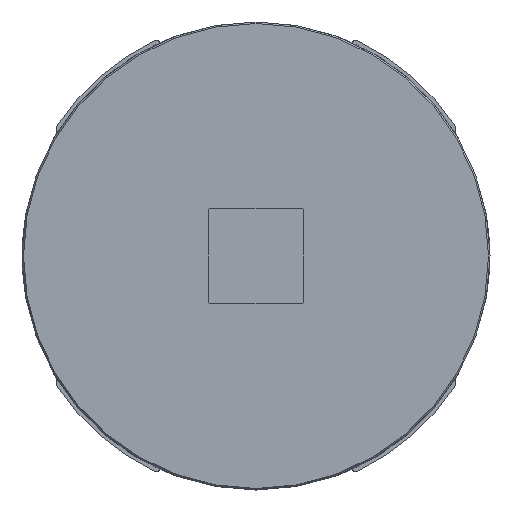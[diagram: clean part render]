
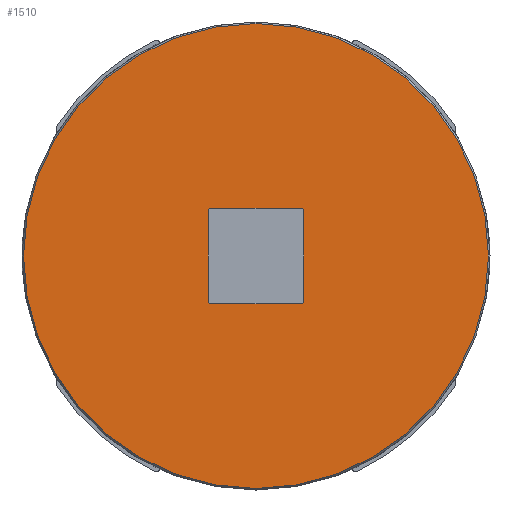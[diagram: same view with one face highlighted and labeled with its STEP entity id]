
A CAD part, front view. The second image highlights one B-rep face of the part: STEP entity #1510.
In plain terms, the highlighted planar face has unit normal (0, -1, 0).
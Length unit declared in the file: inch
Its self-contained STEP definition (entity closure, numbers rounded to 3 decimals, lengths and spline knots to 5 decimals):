
#17=FACE_BOUND('',#174,.T.);
#28=PLANE('',#1623);
#85=FACE_OUTER_BOUND('',#173,.T.);
#173=EDGE_LOOP('',(#1034,#1035));
#174=EDGE_LOOP('',(#1036,#1037,#1038,#1039,#1040,#1041,#1042,#1043));
#268=LINE('',#2319,#402);
#273=LINE('',#2335,#407);
#275=LINE('',#2345,#409);
#276=LINE('',#2349,#410);
#402=VECTOR('',#1812,0.115);
#407=VECTOR('',#1827,0.115);
#409=VECTOR('',#1837,0.115);
#410=VECTOR('',#1840,0.115);
#534=CIRCLE('',#1616,0.005);
#538=CIRCLE('',#1624,0.303);
#539=CIRCLE('',#1625,0.303);
#540=CIRCLE('',#1626,0.005);
#541=CIRCLE('',#1627,0.005);
#542=CIRCLE('',#1628,0.005);
#632=VERTEX_POINT('',#2310);
#633=VERTEX_POINT('',#2312);
#635=VERTEX_POINT('',#2318);
#641=VERTEX_POINT('',#2334);
#642=VERTEX_POINT('',#2338);
#643=VERTEX_POINT('',#2339);
#644=VERTEX_POINT('',#2342);
#645=VERTEX_POINT('',#2344);
#646=VERTEX_POINT('',#2346);
#647=VERTEX_POINT('',#2348);
#785=EDGE_CURVE('',#633,#632,#534,.T.);
#788=EDGE_CURVE('',#633,#635,#268,.T.);
#796=EDGE_CURVE('',#641,#632,#273,.T.);
#798=EDGE_CURVE('',#642,#643,#538,.T.);
#799=EDGE_CURVE('',#643,#642,#539,.T.);
#800=EDGE_CURVE('',#641,#644,#540,.T.);
#801=EDGE_CURVE('',#645,#644,#275,.T.);
#802=EDGE_CURVE('',#645,#646,#541,.T.);
#803=EDGE_CURVE('',#647,#646,#276,.T.);
#804=EDGE_CURVE('',#647,#635,#542,.T.);
#1034=ORIENTED_EDGE('',*,*,#798,.T.);
#1035=ORIENTED_EDGE('',*,*,#799,.T.);
#1036=ORIENTED_EDGE('',*,*,#796,.F.);
#1037=ORIENTED_EDGE('',*,*,#800,.T.);
#1038=ORIENTED_EDGE('',*,*,#801,.F.);
#1039=ORIENTED_EDGE('',*,*,#802,.T.);
#1040=ORIENTED_EDGE('',*,*,#803,.F.);
#1041=ORIENTED_EDGE('',*,*,#804,.T.);
#1042=ORIENTED_EDGE('',*,*,#788,.F.);
#1043=ORIENTED_EDGE('',*,*,#785,.T.);
#1510=ADVANCED_FACE('',(#85,#17),#28,.T.);
#1616=AXIS2_PLACEMENT_3D('',#2313,#1806,#1807);
#1623=AXIS2_PLACEMENT_3D('',#2337,#1829,#1830);
#1624=AXIS2_PLACEMENT_3D('',#2340,#1831,#1832);
#1625=AXIS2_PLACEMENT_3D('',#2341,#1833,#1834);
#1626=AXIS2_PLACEMENT_3D('',#2343,#1835,#1836);
#1627=AXIS2_PLACEMENT_3D('',#2347,#1838,#1839);
#1628=AXIS2_PLACEMENT_3D('',#2350,#1841,#1842);
#1806=DIRECTION('center_axis',(0.,1.,0.));
#1807=DIRECTION('ref_axis',(0.,0.,-1.));
#1812=DIRECTION('',(1.,0.,0.));
#1827=DIRECTION('',(0.,0.,-1.));
#1829=DIRECTION('center_axis',(0.,-1.,0.));
#1830=DIRECTION('ref_axis',(0.,0.,-1.));
#1831=DIRECTION('center_axis',(0.,-1.,0.));
#1832=DIRECTION('ref_axis',(0.,0.,-1.));
#1833=DIRECTION('center_axis',(0.,-1.,0.));
#1834=DIRECTION('ref_axis',(0.,0.,-1.));
#1835=DIRECTION('center_axis',(0.,1.,0.));
#1836=DIRECTION('ref_axis',(0.,0.,-1.));
#1837=DIRECTION('',(-1.,0.,0.));
#1838=DIRECTION('center_axis',(0.,1.,0.));
#1839=DIRECTION('ref_axis',(0.,0.,-1.));
#1840=DIRECTION('',(0.,0.,1.));
#1841=DIRECTION('center_axis',(0.,1.,0.));
#1842=DIRECTION('ref_axis',(0.,0.,-1.));
#2310=CARTESIAN_POINT('',(-0.0625,0.,-0.0575));
#2312=CARTESIAN_POINT('',(-0.0575,0.,-0.0625));
#2313=CARTESIAN_POINT('Origin',(-0.0575,0.,-0.0575));
#2318=CARTESIAN_POINT('',(0.0575,0.,-0.0625));
#2319=CARTESIAN_POINT('',(-0.0575,0.,-0.0625));
#2334=CARTESIAN_POINT('',(-0.0625,0.,0.0575));
#2335=CARTESIAN_POINT('',(-0.0625,0.,0.0575));
#2337=CARTESIAN_POINT('Origin',(0.,0.,0.));
#2338=CARTESIAN_POINT('',(0.,0.,0.303));
#2339=CARTESIAN_POINT('',(0.,0.,-0.303));
#2340=CARTESIAN_POINT('Origin',(0.,0.,0.));
#2341=CARTESIAN_POINT('Origin',(0.,0.,0.));
#2342=CARTESIAN_POINT('',(-0.0575,0.,0.0625));
#2343=CARTESIAN_POINT('Origin',(-0.0575,0.,0.0575));
#2344=CARTESIAN_POINT('',(0.0575,0.,0.0625));
#2345=CARTESIAN_POINT('',(0.0575,0.,0.0625));
#2346=CARTESIAN_POINT('',(0.0625,0.,0.0575));
#2347=CARTESIAN_POINT('Origin',(0.0575,0.,0.0575));
#2348=CARTESIAN_POINT('',(0.0625,0.,-0.0575));
#2349=CARTESIAN_POINT('',(0.0625,0.,-0.0575));
#2350=CARTESIAN_POINT('Origin',(0.0575,0.,-0.0575));
